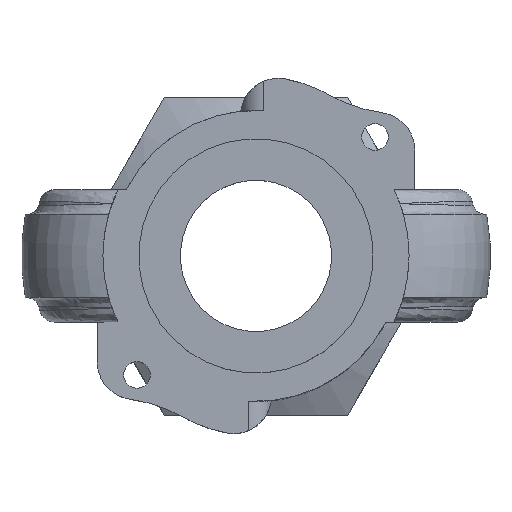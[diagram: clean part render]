
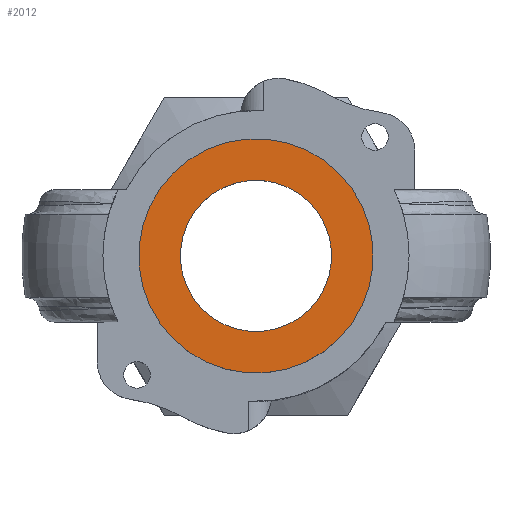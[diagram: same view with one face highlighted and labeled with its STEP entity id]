
A CAD part, top view. The second image highlights one B-rep face of the part: STEP entity #2012.
In plain terms, the highlighted planar face has unit normal (0, 0, 1).
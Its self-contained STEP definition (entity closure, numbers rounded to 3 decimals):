
#51=FACE_BOUND('',#523,.T.);
#291=PLANE('',#2213);
#408=FACE_OUTER_BOUND('',#522,.T.);
#522=EDGE_LOOP('',(#1788,#1789));
#523=EDGE_LOOP('',(#1790,#1791));
#623=CIRCLE('',#2208,10.);
#624=CIRCLE('',#2209,10.);
#627=CIRCLE('',#2214,15.5);
#628=CIRCLE('',#2215,15.5);
#914=VERTEX_POINT('',#5100);
#915=VERTEX_POINT('',#5102);
#916=VERTEX_POINT('',#5109);
#917=VERTEX_POINT('',#5110);
#1204=EDGE_CURVE('',#915,#914,#623,.T.);
#1205=EDGE_CURVE('',#914,#915,#624,.T.);
#1208=EDGE_CURVE('',#916,#917,#627,.T.);
#1209=EDGE_CURVE('',#917,#916,#628,.T.);
#1788=ORIENTED_EDGE('',*,*,#1208,.F.);
#1789=ORIENTED_EDGE('',*,*,#1209,.F.);
#1790=ORIENTED_EDGE('',*,*,#1204,.T.);
#1791=ORIENTED_EDGE('',*,*,#1205,.T.);
#2012=ADVANCED_FACE('',(#408,#51),#291,.T.);
#2208=AXIS2_PLACEMENT_3D('',#5103,#2654,#2655);
#2209=AXIS2_PLACEMENT_3D('',#5104,#2656,#2657);
#2213=AXIS2_PLACEMENT_3D('',#5108,#2664,#2665);
#2214=AXIS2_PLACEMENT_3D('',#5111,#2666,#2667);
#2215=AXIS2_PLACEMENT_3D('',#5112,#2668,#2669);
#2654=DIRECTION('center_axis',(0.,0.,-1.));
#2655=DIRECTION('ref_axis',(0.708,0.706,0.));
#2656=DIRECTION('center_axis',(0.,0.,-1.));
#2657=DIRECTION('ref_axis',(0.708,0.706,0.));
#2664=DIRECTION('center_axis',(0.,0.,1.));
#2665=DIRECTION('ref_axis',(0.706,-0.708,0.));
#2666=DIRECTION('center_axis',(0.,0.,-1.));
#2667=DIRECTION('ref_axis',(0.708,0.706,0.));
#2668=DIRECTION('center_axis',(0.,0.,-1.));
#2669=DIRECTION('ref_axis',(0.708,0.706,0.));
#5100=CARTESIAN_POINT('',(-7.079,-7.064,0.872));
#5102=CARTESIAN_POINT('',(7.079,7.064,0.872));
#5103=CARTESIAN_POINT('Origin',(0.,0.,0.872));
#5104=CARTESIAN_POINT('Origin',(0.,0.,0.872));
#5108=CARTESIAN_POINT('Origin',(9.025,9.006,0.872));
#5109=CARTESIAN_POINT('',(10.972,10.949,0.872));
#5110=CARTESIAN_POINT('',(-10.972,-10.949,0.872));
#5111=CARTESIAN_POINT('Origin',(0.,0.,0.872));
#5112=CARTESIAN_POINT('Origin',(0.,0.,0.872));
